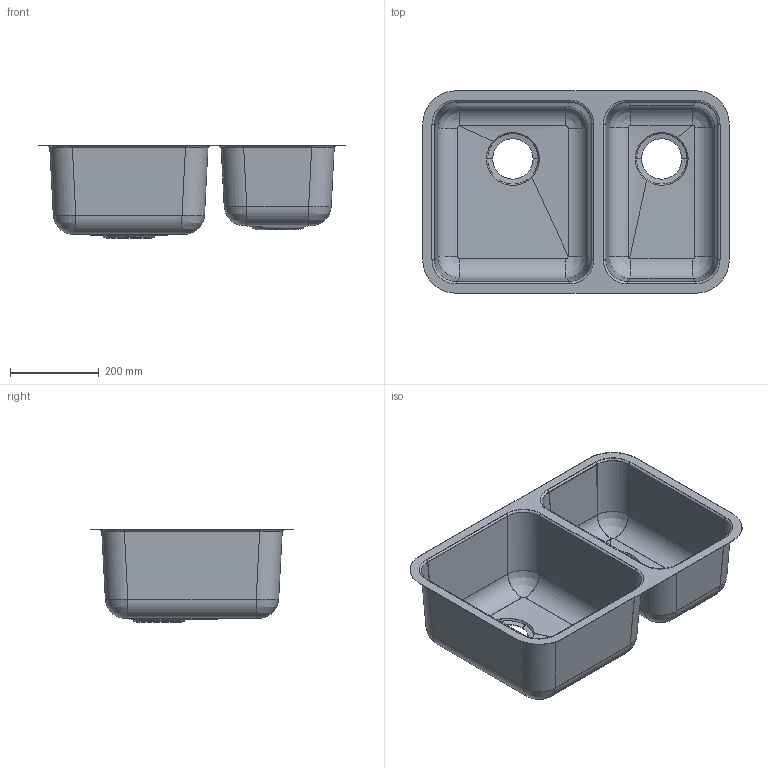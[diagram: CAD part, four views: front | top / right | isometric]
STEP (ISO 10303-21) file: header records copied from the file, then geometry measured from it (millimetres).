
FILE_DESCRIPTION (( 'STEP AP203' ), '1' );
FILE_NAME ('RFA180.STEP', '2025-07-18T04:27:13', ( '' ), ( '' ), 'SwSTEP 2.0', 'SolidWorks 2022', '' );
FILE_SCHEMA (( 'CONFIG_CONTROL_DESIGN' ));
Length unit declared in the file: millimetre
Products named in the file (1): RFA180
Bounding box: 692 x 457 x 210 mm (x, y, z)
Volume: 729776.5 mm3; surface area: 1443846.3 mm2
Topology: 1 solids, 1 shells, 136 faces, 333 edges, 200 vertices
Faces by surface type: cylinder 56, bspline 40, plane 24, cone 16
Entity records: 19780 total; most frequent: CARTESIAN_POINT 16830, ORIENTED_EDGE 664, DIRECTION 538, EDGE_CURVE 332, AXIS2_PLACEMENT_3D 211, VERTEX_POINT 200, EDGE_LOOP 142, ADVANCED_FACE 136
